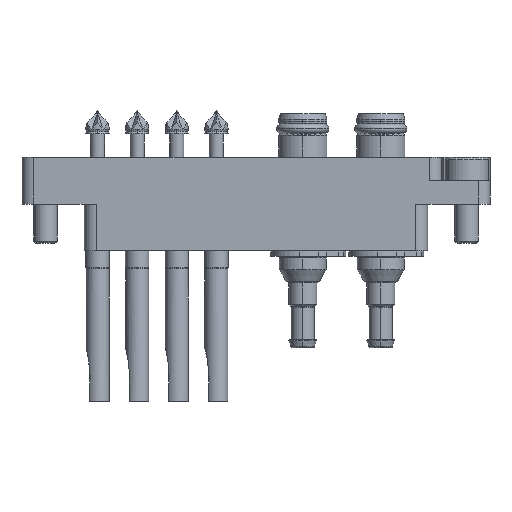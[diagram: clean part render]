
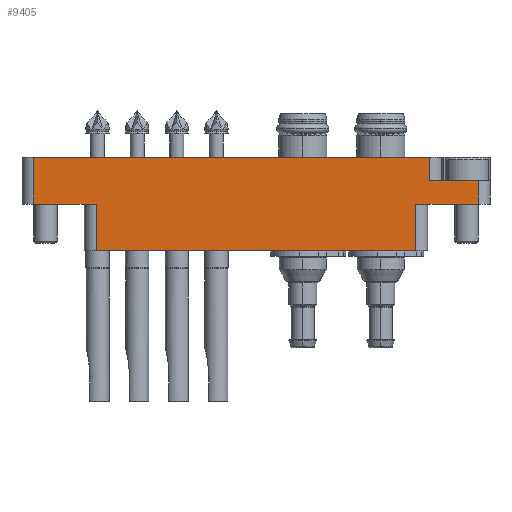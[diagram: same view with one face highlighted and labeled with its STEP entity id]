
A CAD part, left-side view. The second image highlights one B-rep face of the part: STEP entity #9405.
In plain terms, the highlighted planar face has unit normal (-1, 0, 0).
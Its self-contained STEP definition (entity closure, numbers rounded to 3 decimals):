
#378 = CARTESIAN_POINT ( 'NONE',  ( -14.35, 20.5, -12. ) ) ;
#542 = LINE ( 'NONE', #14447, #20238 ) ;
#1240 = VECTOR ( 'NONE', #19650, 1000. ) ;
#1310 = VECTOR ( 'NONE', #15028, 1000. ) ;
#1353 = VECTOR ( 'NONE', #3361, 1000. ) ;
#1414 = VERTEX_POINT ( 'NONE', #21228 ) ;
#1786 = VERTEX_POINT ( 'NONE', #5985 ) ;
#1864 = ORIENTED_EDGE ( 'NONE', *, *, #23107, .T. ) ;
#2499 = DIRECTION ( 'NONE',  ( 0., 0., -1. ) ) ;
#3015 = CARTESIAN_POINT ( 'NONE',  ( -14.35, -20.5, -12. ) ) ;
#3361 = DIRECTION ( 'NONE',  ( 0., 1., 0. ) ) ;
#3509 = ORIENTED_EDGE ( 'NONE', *, *, #4220, .F. ) ;
#4220 = EDGE_CURVE ( 'NONE', #22228, #19910, #7020, .T. ) ;
#4391 = LINE ( 'NONE', #17984, #19458 ) ;
#4470 = EDGE_CURVE ( 'NONE', #24224, #19910, #24378, .T. ) ;
#5981 = EDGE_CURVE ( 'NONE', #1414, #1786, #23579, .T. ) ;
#5985 = CARTESIAN_POINT ( 'NONE',  ( -14.35, 20.5, -6. ) ) ;
#6162 = CARTESIAN_POINT ( 'NONE',  ( -14.35, -22.25, 0. ) ) ;
#6191 = VERTEX_POINT ( 'NONE', #3015 ) ;
#6193 = CARTESIAN_POINT ( 'NONE',  ( -14.35, -22.25, 0. ) ) ;
#6327 = DIRECTION ( 'NONE',  ( 0., 0., 1. ) ) ;
#6356 = AXIS2_PLACEMENT_3D ( 'NONE', #18358, #14161, #12471 ) ;
#6965 = VECTOR ( 'NONE', #21398, 1000. ) ;
#7020 = LINE ( 'NONE', #15100, #9510 ) ;
#7056 = VERTEX_POINT ( 'NONE', #17835 ) ;
#7180 = VECTOR ( 'NONE', #2499, 1000. ) ;
#8697 = CARTESIAN_POINT ( 'NONE',  ( -14.35, -22.25, -3. ) ) ;
#8785 = LINE ( 'NONE', #378, #7180 ) ;
#8964 = DIRECTION ( 'NONE',  ( 0., -1., 0. ) ) ;
#9350 = CARTESIAN_POINT ( 'NONE',  ( -14.35, -28.5, -3. ) ) ;
#9405 = ADVANCED_FACE ( 'NONE', ( #12598 ), #22680, .T. ) ;
#9510 = VECTOR ( 'NONE', #8964, 1000. ) ;
#9610 = VECTOR ( 'NONE', #21838, 1000. ) ;
#9680 = ORIENTED_EDGE ( 'NONE', *, *, #20812, .T. ) ;
#9862 = DIRECTION ( 'NONE',  ( 0., 0., 1. ) ) ;
#10869 = EDGE_CURVE ( 'NONE', #24224, #18038, #11511, .T. ) ;
#10875 = VERTEX_POINT ( 'NONE', #18034 ) ;
#11317 = LINE ( 'NONE', #15361, #6965 ) ;
#11343 = CARTESIAN_POINT ( 'NONE',  ( -14.35, 22., -12. ) ) ;
#11511 = LINE ( 'NONE', #11891, #9610 ) ;
#11891 = CARTESIAN_POINT ( 'NONE',  ( -14.35, -30., -3. ) ) ;
#12060 = EDGE_LOOP ( 'NONE', ( #18968, #9680, #16917, #25570, #25377, #1864, #16068, #16948, #3509, #13477 ) ) ;
#12471 = DIRECTION ( 'NONE',  ( 0., -1., 0. ) ) ;
#12598 = FACE_OUTER_BOUND ( 'NONE', #12060, .T. ) ;
#13477 = ORIENTED_EDGE ( 'NONE', *, *, #19002, .T. ) ;
#14161 = DIRECTION ( 'NONE',  ( -1., 0., 0. ) ) ;
#14447 = CARTESIAN_POINT ( 'NONE',  ( -14.35, -28.5, -6. ) ) ;
#15028 = DIRECTION ( 'NONE',  ( 0., 0., 1. ) ) ;
#15100 = CARTESIAN_POINT ( 'NONE',  ( -14.35, 30., 0. ) ) ;
#15361 = CARTESIAN_POINT ( 'NONE',  ( -14.35, 28.5, -6. ) ) ;
#16068 = ORIENTED_EDGE ( 'NONE', *, *, #10869, .F. ) ;
#16263 = DIRECTION ( 'NONE',  ( 0., -1., 0. ) ) ;
#16917 = ORIENTED_EDGE ( 'NONE', *, *, #21454, .F. ) ;
#16948 = ORIENTED_EDGE ( 'NONE', *, *, #4470, .T. ) ;
#17718 = EDGE_CURVE ( 'NONE', #10875, #19420, #4391, .T. ) ;
#17835 = CARTESIAN_POINT ( 'NONE',  ( -14.35, 20.5, -12. ) ) ;
#17984 = CARTESIAN_POINT ( 'NONE',  ( -14.35, 30., -6. ) ) ;
#18034 = CARTESIAN_POINT ( 'NONE',  ( -14.35, -20.5, -6. ) ) ;
#18038 = VERTEX_POINT ( 'NONE', #9350 ) ;
#18358 = CARTESIAN_POINT ( 'NONE',  ( -14.35, 30., -6. ) ) ;
#18741 = VECTOR ( 'NONE', #9862, 1000. ) ;
#18968 = ORIENTED_EDGE ( 'NONE', *, *, #5981, .T. ) ;
#19002 = EDGE_CURVE ( 'NONE', #22228, #1414, #11317, .T. ) ;
#19420 = VERTEX_POINT ( 'NONE', #23962 ) ;
#19458 = VECTOR ( 'NONE', #16263, 1000. ) ;
#19615 = CARTESIAN_POINT ( 'NONE',  ( -14.35, 28.5, 0. ) ) ;
#19650 = DIRECTION ( 'NONE',  ( 0., -1., 0. ) ) ;
#19808 = LINE ( 'NONE', #11343, #1353 ) ;
#19910 = VERTEX_POINT ( 'NONE', #6162 ) ;
#20238 = VECTOR ( 'NONE', #6327, 1000. ) ;
#20812 = EDGE_CURVE ( 'NONE', #1786, #7056, #8785, .T. ) ;
#21228 = CARTESIAN_POINT ( 'NONE',  ( -14.35, 28.5, -6. ) ) ;
#21398 = DIRECTION ( 'NONE',  ( 0., 0., -1. ) ) ;
#21454 = EDGE_CURVE ( 'NONE', #6191, #7056, #19808, .T. ) ;
#21838 = DIRECTION ( 'NONE',  ( 0., -1., 0. ) ) ;
#22228 = VERTEX_POINT ( 'NONE', #19615 ) ;
#22680 = PLANE ( 'NONE',  #6356 ) ;
#22896 = CARTESIAN_POINT ( 'NONE',  ( -14.35, -20.5, -6. ) ) ;
#23107 = EDGE_CURVE ( 'NONE', #19420, #18038, #542, .T. ) ;
#23390 = LINE ( 'NONE', #22896, #1310 ) ;
#23579 = LINE ( 'NONE', #25653, #1240 ) ;
#23962 = CARTESIAN_POINT ( 'NONE',  ( -14.35, -28.5, -6. ) ) ;
#24224 = VERTEX_POINT ( 'NONE', #8697 ) ;
#24378 = LINE ( 'NONE', #6193, #18741 ) ;
#24968 = EDGE_CURVE ( 'NONE', #6191, #10875, #23390, .T. ) ;
#25377 = ORIENTED_EDGE ( 'NONE', *, *, #17718, .T. ) ;
#25570 = ORIENTED_EDGE ( 'NONE', *, *, #24968, .T. ) ;
#25653 = CARTESIAN_POINT ( 'NONE',  ( -14.35, 30., -6. ) ) ;
